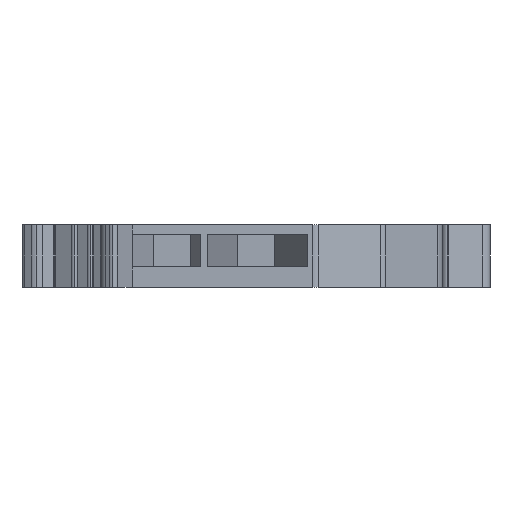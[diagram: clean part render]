
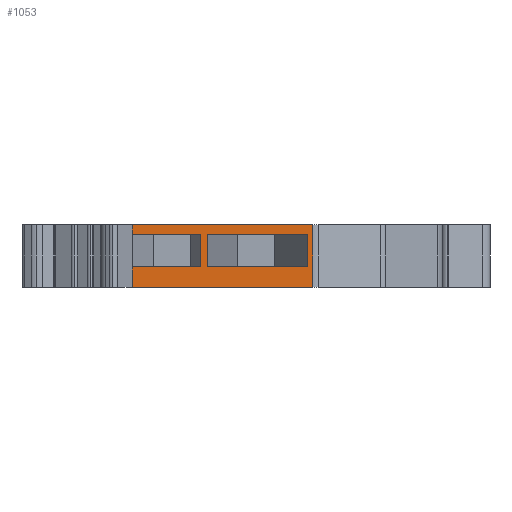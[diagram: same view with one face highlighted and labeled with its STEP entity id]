
A CAD part, left-side view. The second image highlights one B-rep face of the part: STEP entity #1053.
In plain terms, the highlighted planar face has unit normal (-1, 0, 0).
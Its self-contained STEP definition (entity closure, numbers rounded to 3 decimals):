
#97=FACE_BOUND('',#1580,.T.);
#98=FACE_BOUND('',#1581,.T.);
#215=LINE('',#5578,#646);
#216=LINE('',#5581,#647);
#217=LINE('',#5583,#648);
#218=LINE('',#5585,#649);
#219=LINE('',#5587,#650);
#220=LINE('',#5589,#651);
#221=LINE('',#5591,#652);
#222=LINE('',#5593,#653);
#223=LINE('',#5594,#654);
#224=LINE('',#5597,#655);
#225=LINE('',#5599,#656);
#226=LINE('',#5601,#657);
#646=VECTOR('',#4442,1.);
#647=VECTOR('',#4443,1.);
#648=VECTOR('',#4444,1.);
#649=VECTOR('',#4445,1.);
#650=VECTOR('',#4446,1.);
#651=VECTOR('',#4447,1.);
#652=VECTOR('',#4448,1.);
#653=VECTOR('',#4449,1.);
#654=VECTOR('',#4450,1.);
#655=VECTOR('',#4451,1.);
#656=VECTOR('',#4452,1.);
#657=VECTOR('',#4453,1.);
#1053=ADVANCED_FACE('',(#97,#98),#1253,.T.);
#1253=PLANE('',#4043);
#1580=EDGE_LOOP('',(#1825,#1826,#1827,#1828,#1829,#1830,#1831,#1832));
#1581=EDGE_LOOP('',(#1833,#1834,#1835,#1836));
#1825=ORIENTED_EDGE('',*,*,#3347,.T.);
#1826=ORIENTED_EDGE('',*,*,#3348,.T.);
#1827=ORIENTED_EDGE('',*,*,#3349,.F.);
#1828=ORIENTED_EDGE('',*,*,#3350,.F.);
#1829=ORIENTED_EDGE('',*,*,#3351,.T.);
#1830=ORIENTED_EDGE('',*,*,#3352,.T.);
#1831=ORIENTED_EDGE('',*,*,#3353,.T.);
#1832=ORIENTED_EDGE('',*,*,#3354,.T.);
#1833=ORIENTED_EDGE('',*,*,#3355,.F.);
#1834=ORIENTED_EDGE('',*,*,#3356,.T.);
#1835=ORIENTED_EDGE('',*,*,#3357,.F.);
#1836=ORIENTED_EDGE('',*,*,#3358,.T.);
#2955=VERTEX_POINT('',#5579);
#2956=VERTEX_POINT('',#5580);
#2957=VERTEX_POINT('',#5582);
#2958=VERTEX_POINT('',#5584);
#2959=VERTEX_POINT('',#5586);
#2960=VERTEX_POINT('',#5588);
#2961=VERTEX_POINT('',#5590);
#2962=VERTEX_POINT('',#5592);
#2963=VERTEX_POINT('',#5595);
#2964=VERTEX_POINT('',#5596);
#2965=VERTEX_POINT('',#5598);
#2966=VERTEX_POINT('',#5600);
#3347=EDGE_CURVE('',#2955,#2956,#215,.T.);
#3348=EDGE_CURVE('',#2956,#2957,#216,.T.);
#3349=EDGE_CURVE('',#2958,#2957,#217,.T.);
#3350=EDGE_CURVE('',#2959,#2958,#218,.T.);
#3351=EDGE_CURVE('',#2959,#2960,#219,.T.);
#3352=EDGE_CURVE('',#2960,#2961,#220,.T.);
#3353=EDGE_CURVE('',#2961,#2962,#221,.T.);
#3354=EDGE_CURVE('',#2962,#2955,#222,.T.);
#3355=EDGE_CURVE('',#2963,#2964,#223,.T.);
#3356=EDGE_CURVE('',#2963,#2965,#224,.T.);
#3357=EDGE_CURVE('',#2966,#2965,#225,.T.);
#3358=EDGE_CURVE('',#2966,#2964,#226,.T.);
#4043=AXIS2_PLACEMENT_3D('',#5602,#4454,#4455);
#4442=DIRECTION('',(0.,1.,0.));
#4443=DIRECTION('',(0.,0.,-1.));
#4444=DIRECTION('',(0.,1.,0.));
#4445=DIRECTION('',(0.,0.,1.));
#4446=DIRECTION('',(0.,1.,0.));
#4447=DIRECTION('',(0.,0.,-1.));
#4448=DIRECTION('',(0.,-1.,0.));
#4449=DIRECTION('',(0.,0.,1.));
#4450=DIRECTION('',(0.,0.,1.));
#4451=DIRECTION('',(0.,1.,0.));
#4452=DIRECTION('',(0.,0.,-1.));
#4453=DIRECTION('',(0.,-1.,0.));
#4454=DIRECTION('',(-1.,0.,0.));
#4455=DIRECTION('',(0.,1.,0.));
#5578=CARTESIAN_POINT('',(-201.37,0.,0.));
#5579=CARTESIAN_POINT('',(-201.37,111.256,0.));
#5580=CARTESIAN_POINT('',(-201.37,128.963,0.));
#5581=CARTESIAN_POINT('',(-201.37,128.963,0.));
#5582=CARTESIAN_POINT('',(-201.37,128.963,-0.95));
#5583=CARTESIAN_POINT('',(-201.37,122.288,-0.95));
#5584=CARTESIAN_POINT('',(-201.37,122.288,-0.95));
#5585=CARTESIAN_POINT('',(-201.37,122.288,0.));
#5586=CARTESIAN_POINT('',(-201.37,122.288,-4.15));
#5587=CARTESIAN_POINT('',(-201.37,0.,-4.15));
#5588=CARTESIAN_POINT('',(-201.37,128.963,-4.15));
#5589=CARTESIAN_POINT('',(-201.37,128.963,0.));
#5590=CARTESIAN_POINT('',(-201.37,128.963,-6.15));
#5591=CARTESIAN_POINT('',(-201.37,111.788,-6.15));
#5592=CARTESIAN_POINT('',(-201.37,111.256,-6.15));
#5593=CARTESIAN_POINT('',(-201.37,111.256,0.));
#5594=CARTESIAN_POINT('',(-201.37,111.788,0.));
#5595=CARTESIAN_POINT('',(-201.37,111.788,-4.15));
#5596=CARTESIAN_POINT('',(-201.37,111.788,-0.95));
#5597=CARTESIAN_POINT('',(-201.37,0.,-4.15));
#5598=CARTESIAN_POINT('',(-201.37,121.588,-4.15));
#5599=CARTESIAN_POINT('',(-201.37,121.588,0.));
#5600=CARTESIAN_POINT('',(-201.37,121.588,-0.95));
#5601=CARTESIAN_POINT('',(-201.37,121.588,-0.95));
#5602=CARTESIAN_POINT('',(-201.37,111.788,0.));
